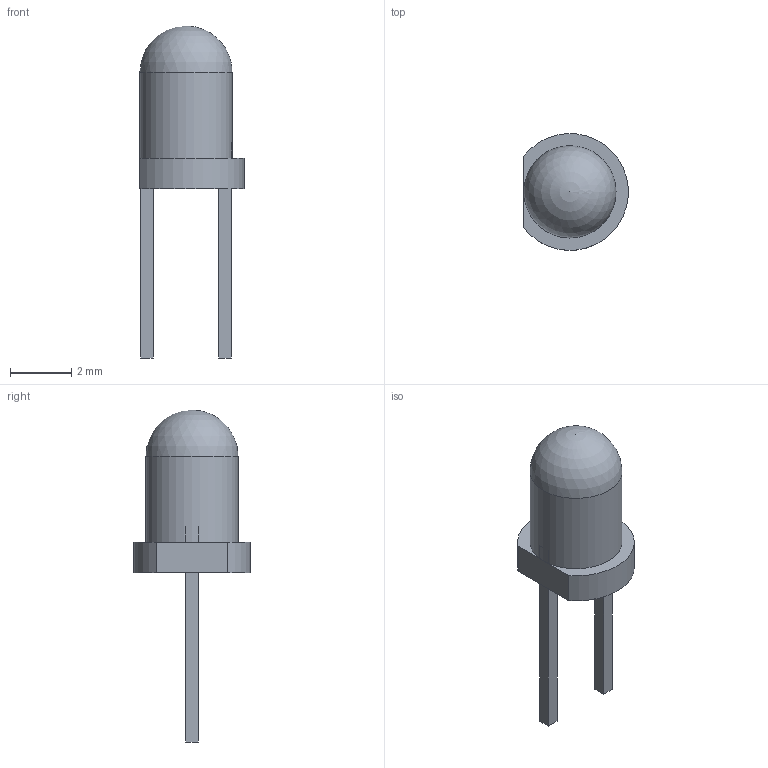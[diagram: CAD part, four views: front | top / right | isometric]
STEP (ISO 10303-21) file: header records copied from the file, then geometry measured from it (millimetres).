
FILE_DESCRIPTION(('FreeCAD Model'),'2;1');
FILE_NAME('LED_D3.0mm_ultramarine.step', '2018-11-19T20:37:27',('Author'),(''), 'Open CASCADE STEP processor 7.2','FreeCAD','Unknown');
FILE_SCHEMA(('AUTOMOTIVE_DESIGN_CC2 { 1 2 10303 214 -1 1 5 4 }'));
Length unit declared in the file: millimetre
Products named in the file (5): Revolution; Pad; Pad001; Pad002; Revolution001
Bounding box: 3.39 x 3.79 x 10.8 mm (x, y, z)
Volume: 40.8 mm3; surface area: 111.2 mm2
Topology: 6 solids, 6 shells, 27 faces, 50 edges, 33 vertices
Faces by surface type: plane 23, cylinder 2, sphere 1, cone 1
Full cylindrical faces by diameter (mm): 3 x1
Entity records: 753 total; most frequent: DIRECTION 110, CARTESIAN_POINT 109, ORIENTED_EDGE 96, EDGE_CURVE 48, LINE 42, VECTOR 42, AXIS2_PLACEMENT_3D 34, VERTEX_POINT 33
